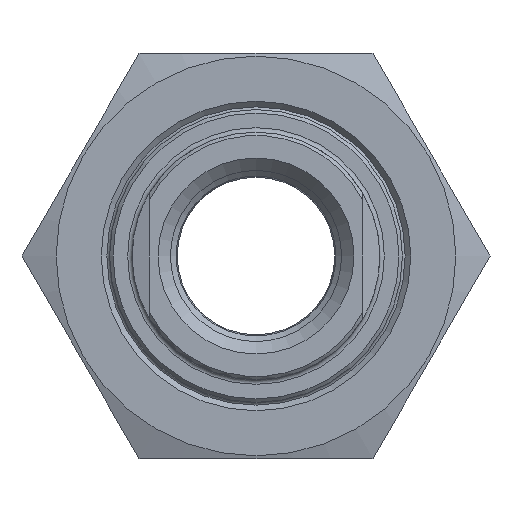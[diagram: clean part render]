
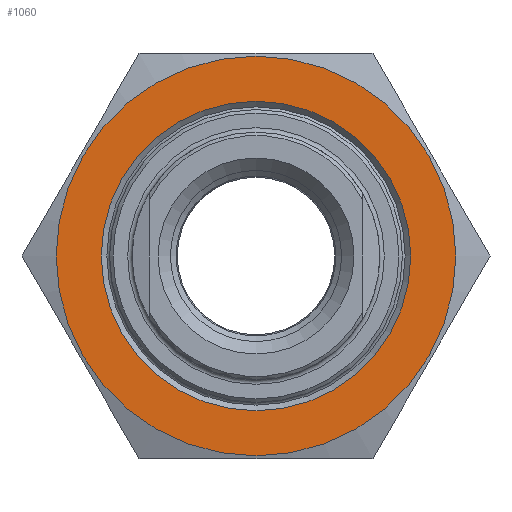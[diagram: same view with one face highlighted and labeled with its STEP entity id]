
A CAD part, left-side view. The second image highlights one B-rep face of the part: STEP entity #1060.
In plain terms, the highlighted planar face has unit normal (-1, 0, 0).
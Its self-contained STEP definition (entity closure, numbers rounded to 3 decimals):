
#49=FACE_BOUND('',#178,.T.);
#75=PLANE('',#1210);
#108=FACE_OUTER_BOUND('',#177,.T.);
#177=EDGE_LOOP('',(#763));
#178=EDGE_LOOP('',(#764));
#368=CIRCLE('',#1193,17.75);
#373=CIRCLE('',#1205,13.75);
#463=VERTEX_POINT('',#1775);
#469=VERTEX_POINT('',#1806);
#567=EDGE_CURVE('',#463,#463,#368,.T.);
#580=EDGE_CURVE('',#469,#469,#373,.T.);
#763=ORIENTED_EDGE('',*,*,#567,.T.);
#764=ORIENTED_EDGE('',*,*,#580,.F.);
#1060=ADVANCED_FACE('',(#108,#49),#75,.F.);
#1193=AXIS2_PLACEMENT_3D('',#1777,#1363,#1364);
#1205=AXIS2_PLACEMENT_3D('',#1807,#1393,#1394);
#1210=AXIS2_PLACEMENT_3D('',#1817,#1405,#1406);
#1363=DIRECTION('center_axis',(-1.,0.,0.));
#1364=DIRECTION('ref_axis',(0.,1.,0.));
#1393=DIRECTION('center_axis',(-1.,0.,0.));
#1394=DIRECTION('ref_axis',(0.,-1.,0.));
#1405=DIRECTION('center_axis',(1.,0.,0.));
#1406=DIRECTION('ref_axis',(0.,0.,-1.));
#1775=CARTESIAN_POINT('',(-7.75,-17.75,0.));
#1777=CARTESIAN_POINT('Origin',(-7.75,0.,0.));
#1806=CARTESIAN_POINT('',(-7.75,13.75,0.));
#1807=CARTESIAN_POINT('Origin',(-7.75,0.,0.));
#1817=CARTESIAN_POINT('Origin',(-7.75,0.,0.));
